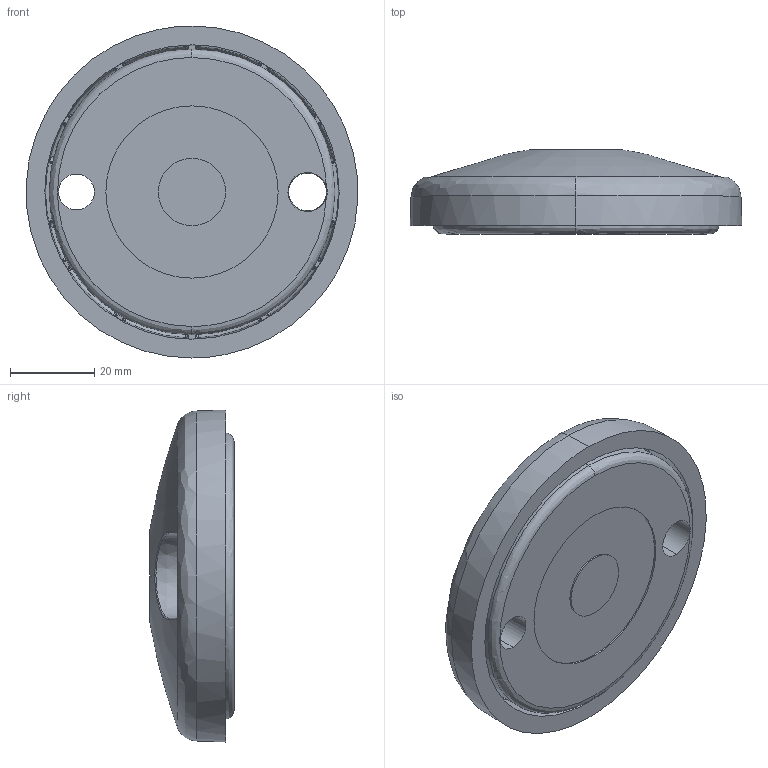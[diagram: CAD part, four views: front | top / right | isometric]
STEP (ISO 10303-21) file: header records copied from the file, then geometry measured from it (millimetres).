
FILE_DESCRIPTION (( 'STEP AP214' ), '1' );
FILE_NAME ('7410181', '2019-01-30T09:27:44', ( '' ), ('JUGARD+KÜNSTNER GmbH'), 'SwSTEP 2.0', 'SolidWorks 2017', '' );
FILE_SCHEMA (( 'AUTOMOTIVE_DESIGN' ));
Length unit declared in the file: inch
Products named in the file (1): 7410181
Bounding box: 78.91 x 20 x 79 mm (x, y, z)
Volume: 20501.4 mm3; surface area: 28879.8 mm2
Topology: 1 solids, 2 shells, 991 faces, 2382 edges, 1364 vertices
Faces by surface type: bspline 734, cone 105, cylinder 76, plane 76
Entity records: 44688 total; most frequent: CARTESIAN_POINT 27431, ORIENTED_EDGE 4688, EDGE_CURVE 2344, DIRECTION 2173, VERTEX_POINT 1362, B_SPLINE_CURVE_WITH_KNOTS 1320, AXIS2_PLACEMENT_3D 1021, EDGE_LOOP 1008
